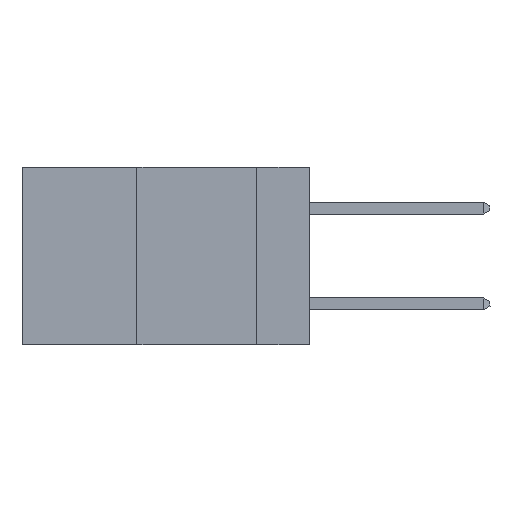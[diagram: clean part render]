
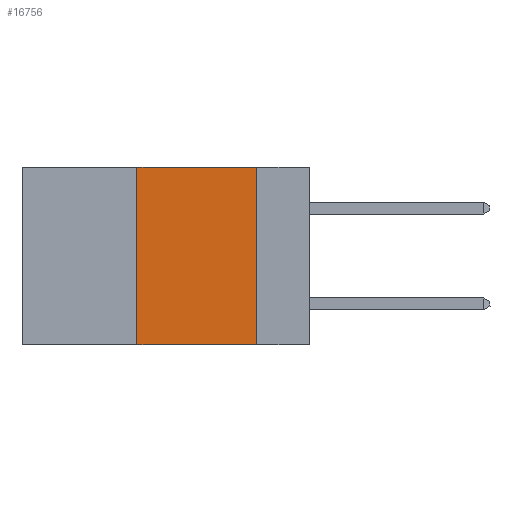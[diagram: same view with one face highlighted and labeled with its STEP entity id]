
A CAD part, left-side view. The second image highlights one B-rep face of the part: STEP entity #16756.
In plain terms, the highlighted planar face has unit normal (-1, 0, 0).
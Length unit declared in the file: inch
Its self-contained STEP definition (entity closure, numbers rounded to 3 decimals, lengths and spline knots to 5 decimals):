
#1428 = DIRECTION ( 'NONE',  ( 0., 0., 1. ) ) ;
#1491 = VECTOR ( 'NONE', #15273, 39.37008 ) ;
#1558 = CARTESIAN_POINT ( 'NONE',  ( 0., 0.11, -0.37 ) ) ;
#2071 = LINE ( 'NONE', #13525, #1491 ) ;
#2347 = VERTEX_POINT ( 'NONE', #1558 ) ;
#2485 = EDGE_CURVE ( 'NONE', #7398, #12809, #5821, .T. ) ;
#3543 = CARTESIAN_POINT ( 'NONE',  ( 0., 0.11, 0. ) ) ;
#5293 = VECTOR ( 'NONE', #21427, 39.37008 ) ;
#5821 = LINE ( 'NONE', #16132, #5293 ) ;
#6318 = FACE_OUTER_BOUND ( 'NONE', #22723, .T. ) ;
#6904 = CARTESIAN_POINT ( 'NONE',  ( 0., 0.36, 0. ) ) ;
#6983 = EDGE_CURVE ( 'NONE', #10993, #2347, #22203, .T. ) ;
#7368 = PLANE ( 'NONE',  #16219 ) ;
#7398 = VERTEX_POINT ( 'NONE', #11594 ) ;
#8769 = EDGE_CURVE ( 'NONE', #12809, #2347, #2071, .T. ) ;
#9128 = DIRECTION ( 'NONE',  ( 1., 0., 0. ) ) ;
#10027 = CARTESIAN_POINT ( 'NONE',  ( 0., 0.36, -0.37 ) ) ;
#10993 = VERTEX_POINT ( 'NONE', #10027 ) ;
#11336 = ORIENTED_EDGE ( 'NONE', *, *, #2485, .F. ) ;
#11594 = CARTESIAN_POINT ( 'NONE',  ( 0., 0.36, 0. ) ) ;
#12809 = VERTEX_POINT ( 'NONE', #3543 ) ;
#13525 = CARTESIAN_POINT ( 'NONE',  ( 0., 0.11, 0. ) ) ;
#14015 = EDGE_CURVE ( 'NONE', #10993, #7398, #21309, .T. ) ;
#14082 = ORIENTED_EDGE ( 'NONE', *, *, #6983, .T. ) ;
#15273 = DIRECTION ( 'NONE',  ( 0., 0., -1. ) ) ;
#15732 = DIRECTION ( 'NONE',  ( 0., -1., 0. ) ) ;
#16132 = CARTESIAN_POINT ( 'NONE',  ( 0., 0.6, 0. ) ) ;
#16219 = AXIS2_PLACEMENT_3D ( 'NONE', #17899, #9128, #21453 ) ;
#16756 = ADVANCED_FACE ( 'NONE', ( #6318 ), #7368, .F. ) ;
#17155 = VECTOR ( 'NONE', #1428, 39.37008 ) ;
#17899 = CARTESIAN_POINT ( 'NONE',  ( 0., 0.6, 0. ) ) ;
#18827 = ORIENTED_EDGE ( 'NONE', *, *, #14015, .F. ) ;
#20608 = ORIENTED_EDGE ( 'NONE', *, *, #8769, .F. ) ;
#21044 = CARTESIAN_POINT ( 'NONE',  ( 0., 0.6, -0.37 ) ) ;
#21309 = LINE ( 'NONE', #6904, #17155 ) ;
#21427 = DIRECTION ( 'NONE',  ( 0., -1., 0. ) ) ;
#21453 = DIRECTION ( 'NONE',  ( 0., 0., -1. ) ) ;
#21668 = VECTOR ( 'NONE', #15732, 39.37008 ) ;
#22203 = LINE ( 'NONE', #21044, #21668 ) ;
#22723 = EDGE_LOOP ( 'NONE', ( #20608, #11336, #18827, #14082 ) ) ;
